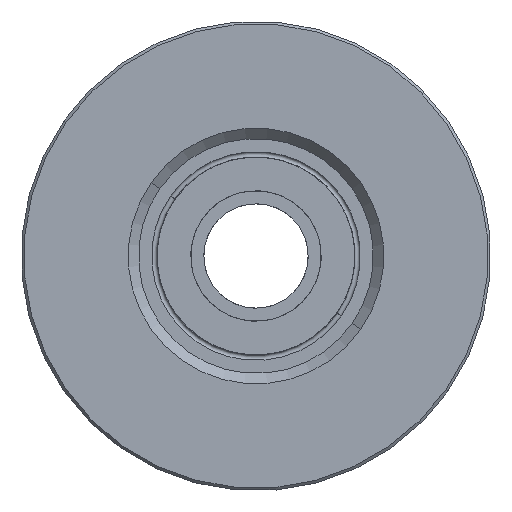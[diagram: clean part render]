
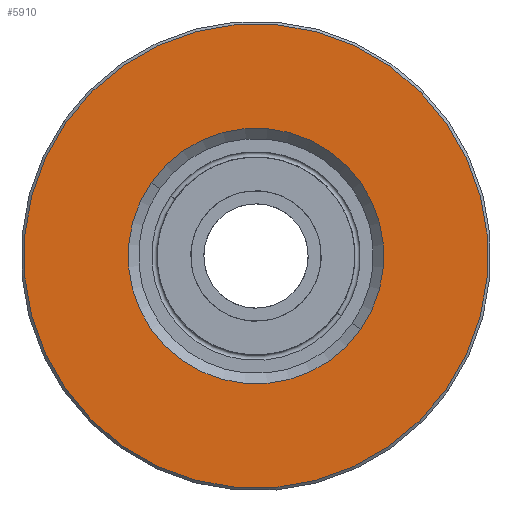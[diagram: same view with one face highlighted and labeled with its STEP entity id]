
A CAD part, front view. The second image highlights one B-rep face of the part: STEP entity #5910.
In plain terms, the highlighted planar face has unit normal (0, -1, 0).
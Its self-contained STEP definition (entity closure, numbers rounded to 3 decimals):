
#47 = DIRECTION ( 'NONE',  ( 0., 0., 1. ) ) ;
#61 = FACE_OUTER_BOUND ( 'NONE', #5689, .T. ) ;
#249 = ORIENTED_EDGE ( 'NONE', *, *, #7550, .T. ) ;
#346 = EDGE_CURVE ( 'NONE', #4534, #7002, #4450, .T. ) ;
#808 = CARTESIAN_POINT ( 'NONE',  ( 4.5, -4.25, 0. ) ) ;
#888 = ORIENTED_EDGE ( 'NONE', *, *, #6010, .T. ) ;
#1254 = VERTEX_POINT ( 'NONE', #4259 ) ;
#1450 = AXIS2_PLACEMENT_3D ( 'NONE', #808, #5396, #47 ) ;
#1604 = DIRECTION ( 'NONE',  ( 0., 0., 1. ) ) ;
#1825 = AXIS2_PLACEMENT_3D ( 'NONE', #5460, #2556, #7267 ) ;
#2556 = DIRECTION ( 'NONE',  ( 0., -1., 0. ) ) ;
#2646 = CARTESIAN_POINT ( 'NONE',  ( 0., -4.25, 0. ) ) ;
#2943 = CARTESIAN_POINT ( 'NONE',  ( 0., -4.25, 8.9 ) ) ;
#3057 = CARTESIAN_POINT ( 'NONE',  ( 0., -4.25, 0. ) ) ;
#3300 = AXIS2_PLACEMENT_3D ( 'NONE', #6914, #3911, #1604 ) ;
#3385 = ORIENTED_EDGE ( 'NONE', *, *, #4880, .T. ) ;
#3654 = DIRECTION ( 'NONE',  ( 0., 0., 1. ) ) ;
#3698 = DIRECTION ( 'NONE',  ( 0., 0., 1. ) ) ;
#3733 = CIRCLE ( 'NONE', #7224, 4.9 ) ;
#3911 = DIRECTION ( 'NONE',  ( 0., -1., 0. ) ) ;
#4259 = CARTESIAN_POINT ( 'NONE',  ( 0., -4.25, -4.9 ) ) ;
#4432 = AXIS2_PLACEMENT_3D ( 'NONE', #2646, #7226, #3698 ) ;
#4450 = CIRCLE ( 'NONE', #1825, 8.9 ) ;
#4534 = VERTEX_POINT ( 'NONE', #5145 ) ;
#4840 = CIRCLE ( 'NONE', #3300, 8.9 ) ;
#4880 = EDGE_CURVE ( 'NONE', #1254, #5404, #6471, .T. ) ;
#5145 = CARTESIAN_POINT ( 'NONE',  ( 0., -4.25, -8.9 ) ) ;
#5396 = DIRECTION ( 'NONE',  ( 0., 1., 0. ) ) ;
#5404 = VERTEX_POINT ( 'NONE', #6132 ) ;
#5460 = CARTESIAN_POINT ( 'NONE',  ( 0., -4.25, 0. ) ) ;
#5689 = EDGE_LOOP ( 'NONE', ( #249, #6311 ) ) ;
#5910 = ADVANCED_FACE ( 'NONE', ( #61, #6502 ), #6091, .F. ) ;
#6010 = EDGE_CURVE ( 'NONE', #5404, #1254, #3733, .T. ) ;
#6091 = PLANE ( 'NONE',  #1450 ) ;
#6132 = CARTESIAN_POINT ( 'NONE',  ( 0., -4.25, 4.9 ) ) ;
#6311 = ORIENTED_EDGE ( 'NONE', *, *, #346, .T. ) ;
#6471 = CIRCLE ( 'NONE', #4432, 4.9 ) ;
#6502 = FACE_BOUND ( 'NONE', #7603, .T. ) ;
#6914 = CARTESIAN_POINT ( 'NONE',  ( 0., -4.25, 0. ) ) ;
#7002 = VERTEX_POINT ( 'NONE', #2943 ) ;
#7179 = DIRECTION ( 'NONE',  ( 0., 1., 0. ) ) ;
#7224 = AXIS2_PLACEMENT_3D ( 'NONE', #3057, #7179, #3654 ) ;
#7226 = DIRECTION ( 'NONE',  ( 0., 1., 0. ) ) ;
#7267 = DIRECTION ( 'NONE',  ( 0., 0., 1. ) ) ;
#7550 = EDGE_CURVE ( 'NONE', #7002, #4534, #4840, .T. ) ;
#7603 = EDGE_LOOP ( 'NONE', ( #3385, #888 ) ) ;
